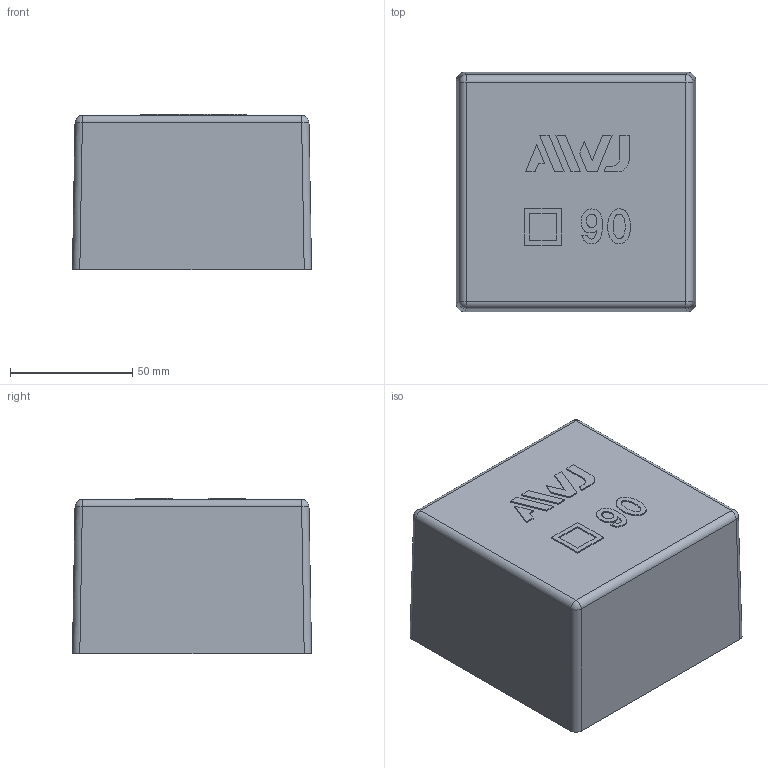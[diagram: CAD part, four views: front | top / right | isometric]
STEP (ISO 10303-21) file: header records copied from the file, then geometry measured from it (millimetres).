
FILE_DESCRIPTION( ( 'STEP AP203' ), '1' );
FILE_NAME( '90.step', '2022-07-25T02:44:21', ( ' ' ), ( ' ' ), 'XStep 1.0', ' ', ' ' );
FILE_SCHEMA( ( 'CONFIG_CONTROL_DESIGN' ) );
Length unit declared in the file: millimetre
Products named in the file (1): 1
Bounding box: 97.6 x 97.6 x 63.5 mm (x, y, z)
Volume: 100572.3 mm3; surface area: 63352.8 mm2
Topology: 1 solids, 1 shells, 77 faces, 181 edges, 114 vertices
Faces by surface type: plane 57, cylinder 10, extrusion 6, sphere 4
Entity records: 2386 total; most frequent: CARTESIAN_POINT 648, ORIENTED_EDGE 348, DIRECTION 314, EDGE_CURVE 174, VECTOR 130, LINE 124, VERTEX_POINT 114, AXIS2_PLACEMENT_3D 92
